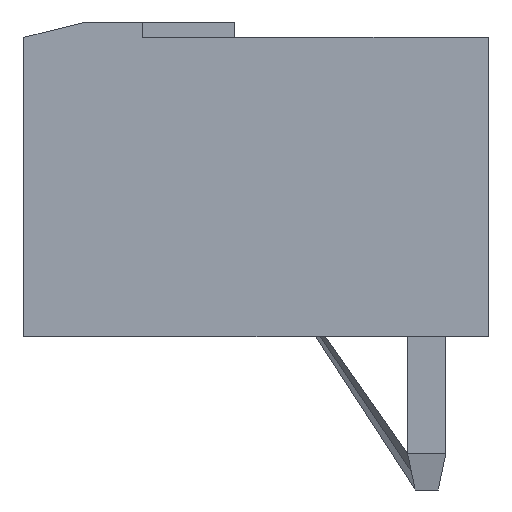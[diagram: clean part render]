
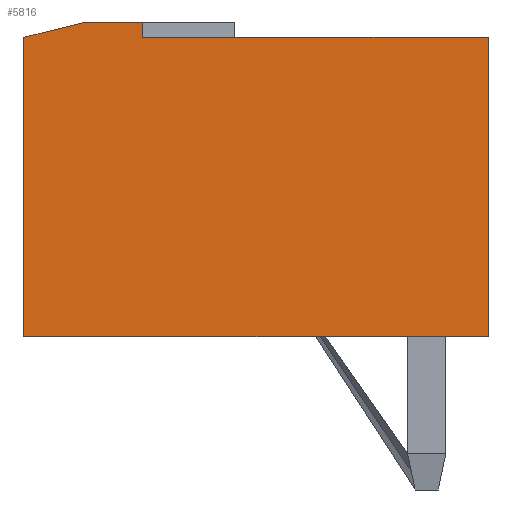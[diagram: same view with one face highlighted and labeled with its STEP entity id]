
A CAD part, left-side view. The second image highlights one B-rep face of the part: STEP entity #5816.
In plain terms, the highlighted planar face has unit normal (-1, 0, 0).
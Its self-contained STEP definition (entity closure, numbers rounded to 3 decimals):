
#738 = VERTEX_POINT ( 'NONE', #20588 ) ;
#1684 = DIRECTION ( 'NONE',  ( 0., 1., 0. ) ) ;
#2094 = EDGE_CURVE ( 'NONE', #42008, #40428, #13382, .T. ) ;
#3524 = VECTOR ( 'NONE', #1684, 1000. ) ;
#3545 = DIRECTION ( 'NONE',  ( 0., 0., 1. ) ) ;
#4009 = ORIENTED_EDGE ( 'NONE', *, *, #36503, .T. ) ;
#4173 = FACE_OUTER_BOUND ( 'NONE', #47220, .T. ) ;
#5660 = VERTEX_POINT ( 'NONE', #40497 ) ;
#5816 = ADVANCED_FACE ( 'NONE', ( #4173 ), #34172, .T. ) ;
#8436 = DIRECTION ( 'NONE',  ( 0., 1., 0. ) ) ;
#9302 = VECTOR ( 'NONE', #25971, 1000. ) ;
#9931 = LINE ( 'NONE', #37151, #32385 ) ;
#10727 = EDGE_CURVE ( 'NONE', #738, #36661, #40439, .T. ) ;
#11504 = CARTESIAN_POINT ( 'NONE',  ( -4.3, 12.1, 7.8 ) ) ;
#11874 = VERTEX_POINT ( 'NONE', #25453 ) ;
#11947 = DIRECTION ( 'NONE',  ( -1., 0., 0. ) ) ;
#12301 = EDGE_CURVE ( 'NONE', #36661, #26980, #41763, .T. ) ;
#13382 = LINE ( 'NONE', #48776, #20001 ) ;
#14113 = VECTOR ( 'NONE', #3545, 1000. ) ;
#16446 = CARTESIAN_POINT ( 'NONE',  ( -4.3, -8.907, 7.8 ) ) ;
#19148 = EDGE_CURVE ( 'NONE', #11874, #26980, #9931, .T. ) ;
#20001 = VECTOR ( 'NONE', #41272, 1000. ) ;
#20588 = CARTESIAN_POINT ( 'NONE',  ( -4.3, 0., 0. ) ) ;
#22601 = CARTESIAN_POINT ( 'NONE',  ( -4.3, 12.1, 0. ) ) ;
#23404 = CARTESIAN_POINT ( 'NONE',  ( -4.3, 9., 7.8 ) ) ;
#23974 = LINE ( 'NONE', #16446, #25433 ) ;
#25433 = VECTOR ( 'NONE', #8436, 1000. ) ;
#25453 = CARTESIAN_POINT ( 'NONE',  ( -4.3, 10.5, 8.2 ) ) ;
#25971 = DIRECTION ( 'NONE',  ( 0., 1., 0. ) ) ;
#26846 = CARTESIAN_POINT ( 'NONE',  ( -4.3, 9., 8.2 ) ) ;
#26980 = VERTEX_POINT ( 'NONE', #11504 ) ;
#27185 = DIRECTION ( 'NONE',  ( 0., 0., 1. ) ) ;
#27421 = DIRECTION ( 'NONE',  ( 0., 0., 1. ) ) ;
#28226 = VECTOR ( 'NONE', #27421, 1000. ) ;
#29588 = EDGE_CURVE ( 'NONE', #738, #5660, #38150, .T. ) ;
#29849 = CARTESIAN_POINT ( 'NONE',  ( -4.3, 12.1, 0. ) ) ;
#32385 = VECTOR ( 'NONE', #44840, 1000. ) ;
#33922 = CARTESIAN_POINT ( 'NONE',  ( -4.3, 0., 0. ) ) ;
#34172 = PLANE ( 'NONE',  #46508 ) ;
#34698 = CARTESIAN_POINT ( 'NONE',  ( -4.3, -8.907, 0. ) ) ;
#36503 = EDGE_CURVE ( 'NONE', #40428, #11874, #39455, .T. ) ;
#36661 = VERTEX_POINT ( 'NONE', #29849 ) ;
#37151 = CARTESIAN_POINT ( 'NONE',  ( -4.3, 10.5, 8.2 ) ) ;
#38150 = LINE ( 'NONE', #33922, #28226 ) ;
#38173 = ORIENTED_EDGE ( 'NONE', *, *, #29588, .T. ) ;
#38643 = ORIENTED_EDGE ( 'NONE', *, *, #19148, .T. ) ;
#39455 = LINE ( 'NONE', #42935, #3524 ) ;
#40428 = VERTEX_POINT ( 'NONE', #26846 ) ;
#40439 = LINE ( 'NONE', #44634, #9302 ) ;
#40497 = CARTESIAN_POINT ( 'NONE',  ( -4.3, 0., 7.8 ) ) ;
#41272 = DIRECTION ( 'NONE',  ( 0., 0., 1. ) ) ;
#41718 = EDGE_CURVE ( 'NONE', #5660, #42008, #23974, .T. ) ;
#41763 = LINE ( 'NONE', #22601, #14113 ) ;
#42008 = VERTEX_POINT ( 'NONE', #23404 ) ;
#42627 = ORIENTED_EDGE ( 'NONE', *, *, #41718, .T. ) ;
#42935 = CARTESIAN_POINT ( 'NONE',  ( -4.3, 9., 8.2 ) ) ;
#44512 = ORIENTED_EDGE ( 'NONE', *, *, #10727, .F. ) ;
#44631 = ORIENTED_EDGE ( 'NONE', *, *, #12301, .F. ) ;
#44634 = CARTESIAN_POINT ( 'NONE',  ( -4.3, -8.907, 0. ) ) ;
#44840 = DIRECTION ( 'NONE',  ( 0., 0.97, -0.243 ) ) ;
#46508 = AXIS2_PLACEMENT_3D ( 'NONE', #34698, #11947, #27185 ) ;
#47220 = EDGE_LOOP ( 'NONE', ( #44512, #38173, #42627, #48288, #4009, #38643, #44631 ) ) ;
#48288 = ORIENTED_EDGE ( 'NONE', *, *, #2094, .T. ) ;
#48776 = CARTESIAN_POINT ( 'NONE',  ( -4.3, 9., 7.8 ) ) ;
